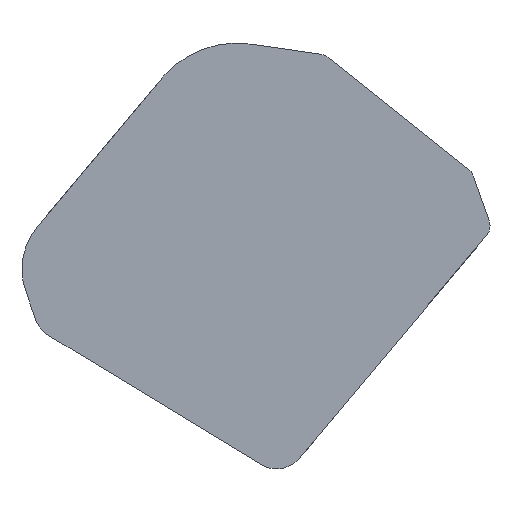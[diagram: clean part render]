
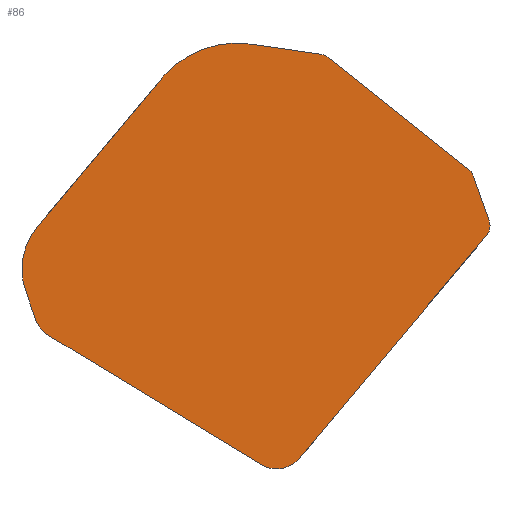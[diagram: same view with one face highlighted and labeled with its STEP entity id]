
A CAD part, top view. The second image highlights one B-rep face of the part: STEP entity #86.
In plain terms, the highlighted planar face has unit normal (-0.067, 0.056, 0.996).
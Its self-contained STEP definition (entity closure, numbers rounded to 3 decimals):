
#63=ELLIPSE('',#572,2.101,2.);
#64=ELLIPSE('',#573,1.039,1.);
#65=ELLIPSE('',#574,1.04,1.);
#66=ELLIPSE('',#575,0.519,0.5);
#67=ELLIPSE('',#576,0.519,0.5);
#68=ELLIPSE('',#577,0.519,0.5);
#69=ELLIPSE('',#578,3.115,3.);
#86=ADVANCED_FACE('',(#126),#108,.F.);
#108=PLANE('',#579);
#126=FACE_OUTER_BOUND('',#153,.T.);
#153=EDGE_LOOP('',(#251,#252,#253,#254,#255,#256,#257,#258,#259,#260,#261,
#262,#263,#264));
#251=ORIENTED_EDGE('',*,*,#361,.F.);
#252=ORIENTED_EDGE('',*,*,#403,.T.);
#253=ORIENTED_EDGE('',*,*,#382,.F.);
#254=ORIENTED_EDGE('',*,*,#404,.T.);
#255=ORIENTED_EDGE('',*,*,#347,.T.);
#256=ORIENTED_EDGE('',*,*,#405,.T.);
#257=ORIENTED_EDGE('',*,*,#355,.T.);
#258=ORIENTED_EDGE('',*,*,#406,.T.);
#259=ORIENTED_EDGE('',*,*,#407,.T.);
#260=ORIENTED_EDGE('',*,*,#408,.T.);
#261=ORIENTED_EDGE('',*,*,#351,.T.);
#262=ORIENTED_EDGE('',*,*,#409,.T.);
#263=ORIENTED_EDGE('',*,*,#410,.F.);
#264=ORIENTED_EDGE('',*,*,#411,.T.);
#301=VERTEX_POINT('',#787);
#302=VERTEX_POINT('',#788);
#305=VERTEX_POINT('',#796);
#306=VERTEX_POINT('',#797);
#309=VERTEX_POINT('',#805);
#310=VERTEX_POINT('',#806);
#315=VERTEX_POINT('',#817);
#316=VERTEX_POINT('',#819);
#332=VERTEX_POINT('',#858);
#333=VERTEX_POINT('',#859);
#343=VERTEX_POINT('',#904);
#344=VERTEX_POINT('',#906);
#345=VERTEX_POINT('',#909);
#346=VERTEX_POINT('',#911);
#347=EDGE_CURVE('',#301,#302,#416,.T.);
#351=EDGE_CURVE('',#305,#306,#420,.T.);
#355=EDGE_CURVE('',#309,#310,#424,.T.);
#361=EDGE_CURVE('',#315,#316,#430,.T.);
#382=EDGE_CURVE('',#332,#333,#440,.T.);
#403=EDGE_CURVE('',#315,#333,#63,.T.);
#404=EDGE_CURVE('',#332,#301,#64,.T.);
#405=EDGE_CURVE('',#302,#309,#65,.T.);
#406=EDGE_CURVE('',#310,#343,#66,.T.);
#407=EDGE_CURVE('',#343,#344,#457,.T.);
#408=EDGE_CURVE('',#344,#305,#67,.T.);
#409=EDGE_CURVE('',#306,#345,#68,.T.);
#410=EDGE_CURVE('',#346,#345,#458,.T.);
#411=EDGE_CURVE('',#346,#316,#69,.T.);
#416=LINE('',#786,#463);
#420=LINE('',#795,#467);
#424=LINE('',#804,#471);
#430=LINE('',#818,#477);
#440=LINE('',#857,#487);
#457=LINE('',#905,#504);
#458=LINE('',#910,#505);
#463=VECTOR('',#595,1.);
#467=VECTOR('',#601,1.);
#471=VECTOR('',#607,1.);
#477=VECTOR('',#615,1.);
#487=VECTOR('',#651,1.);
#504=VECTOR('',#706,1.);
#505=VECTOR('',#711,1.);
#572=AXIS2_PLACEMENT_3D('',#900,#698,#699);
#573=AXIS2_PLACEMENT_3D('',#901,#700,#701);
#574=AXIS2_PLACEMENT_3D('',#902,#702,#703);
#575=AXIS2_PLACEMENT_3D('',#903,#704,#705);
#576=AXIS2_PLACEMENT_3D('',#907,#707,#708);
#577=AXIS2_PLACEMENT_3D('',#908,#709,#710);
#578=AXIS2_PLACEMENT_3D('',#912,#712,#713);
#579=AXIS2_PLACEMENT_3D('',#913,#714,#715);
#595=DIRECTION('',(0.851,-0.518,0.086));
#601=DIRECTION('',(-0.778,0.623,-0.087));
#607=DIRECTION('',(0.643,0.766,0.));
#615=DIRECTION('',(0.643,0.766,0.));
#651=DIRECTION('',(-0.322,0.944,-0.075));
#698=DIRECTION('',(-0.067,0.056,0.996));
#699=DIRECTION('',(-0.412,-0.911,0.024));
#700=DIRECTION('',(-0.067,0.056,0.996));
#701=DIRECTION('',(-0.535,-0.845,0.012));
#702=DIRECTION('',(-0.067,0.056,0.996));
#703=DIRECTION('',(0.379,0.925,-0.027));
#704=DIRECTION('',(-0.067,0.056,0.996));
#705=DIRECTION('',(0.849,0.527,0.027));
#706=DIRECTION('',(-0.332,0.94,-0.075));
#707=DIRECTION('',(-0.067,0.056,0.996));
#708=DIRECTION('',(-0.849,-0.527,-0.027));
#709=DIRECTION('',(-0.067,0.056,0.996));
#710=DIRECTION('',(0.849,0.527,0.027));
#711=DIRECTION('',(0.987,-0.142,0.074));
#712=DIRECTION('',(-0.067,0.056,0.996));
#713=DIRECTION('',(-0.849,-0.527,-0.027));
#714=DIRECTION('',(0.067,-0.056,-0.996));
#715=DIRECTION('',(0.173,-0.983,0.067));
#786=CARTESIAN_POINT('',(-2.452,-5.511,-0.324));
#787=CARTESIAN_POINT('',(-6.648,-2.957,-0.749));
#788=CARTESIAN_POINT('',(0.359,-7.223,-0.039));
#795=CARTESIAN_POINT('',(8.33,1.564,0.002));
#796=CARTESIAN_POINT('',(7.184,2.481,-0.127));
#797=CARTESIAN_POINT('',(2.581,6.166,-0.642));
#804=CARTESIAN_POINT('',(3.141,-5.202,0.034));
#805=CARTESIAN_POINT('',(1.641,-6.99,0.034));
#806=CARTESIAN_POINT('',(7.761,0.304,0.035));
#817=CARTESIAN_POINT('',(-6.987,0.619,-0.972));
#818=CARTESIAN_POINT('',(-3.142,5.201,-0.972));
#819=CARTESIAN_POINT('',(-2.903,5.485,-0.972));
#857=CARTESIAN_POINT('',(-6.813,-3.165,-0.748));
#858=CARTESIAN_POINT('',(-7.06,-2.441,-0.805));
#859=CARTESIAN_POINT('',(-7.391,-1.472,-0.882));
#900=CARTESIAN_POINT('',(-5.49,-0.709,-0.797));
#901=CARTESIAN_POINT('',(-6.106,-2.071,-0.762));
#902=CARTESIAN_POINT('',(0.89,-6.329,-0.054));
#903=CARTESIAN_POINT('',(7.371,0.617,-0.009));
#904=CARTESIAN_POINT('',(7.856,0.798,0.013));
#905=CARTESIAN_POINT('',(8.034,0.296,0.053));
#906=CARTESIAN_POINT('',(7.337,2.267,-0.104));
#907=CARTESIAN_POINT('',(6.852,2.085,-0.127));
#908=CARTESIAN_POINT('',(2.249,5.77,-0.642));
#909=CARTESIAN_POINT('',(2.341,6.269,-0.664));
#910=CARTESIAN_POINT('',(3.54,6.097,-0.574));
#911=CARTESIAN_POINT('',(-0.005,6.606,-0.84));
#912=CARTESIAN_POINT('',(-0.561,3.61,-0.709));
#913=CARTESIAN_POINT('',(1.606,-7.032,0.034));
